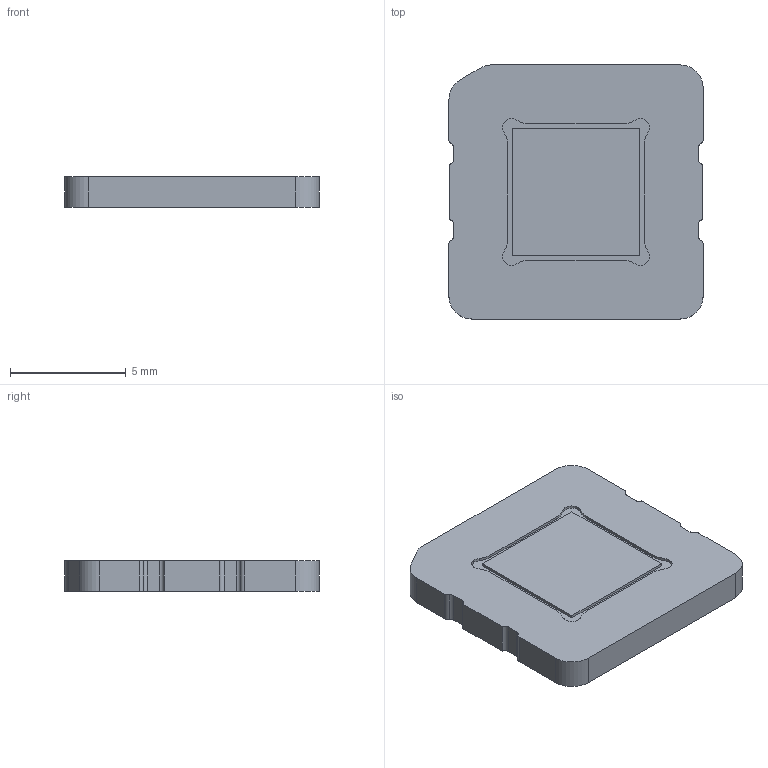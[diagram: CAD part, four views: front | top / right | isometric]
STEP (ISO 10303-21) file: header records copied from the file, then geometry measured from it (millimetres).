
FILE_DESCRIPTION(/* description */ (''),/* implementation_level */ '2;1');
FILE_NAME(/* name */ 'MG-LH2LA-3-2_Z8B00189436_V12_3D.stp',/* time_stamp */ '2025-02-13T13:09:55+05:30',/* author */ ('sivamani'),/* organization */ (''),/* preprocessor_version */ 'ST-DEVELOPER v19.2',/* originating_system */ 'AutoCAD Mechanical',/* authorisation */ '');
FILE_SCHEMA (('AUTOMOTIVE_DESIGN { 1 0 10303 214 3 1 1 }'));
Length unit declared in the file: millimetre
Products named in the file (1): Product
Bounding box: 11 x 11 x 1.3 mm (x, y, z)
Volume: 153.7 mm3; surface area: 358.9 mm2
Topology: 2 solids, 2 shells, 55 faces, 150 edges, 100 vertices
Faces by surface type: cylinder 29, plane 26
Entity records: 1792 total; most frequent: DIRECTION 320, CARTESIAN_POINT 306, ORIENTED_EDGE 300, EDGE_CURVE 150, AXIS2_PLACEMENT_3D 114, VERTEX_POINT 100, LINE 92, VECTOR 92
